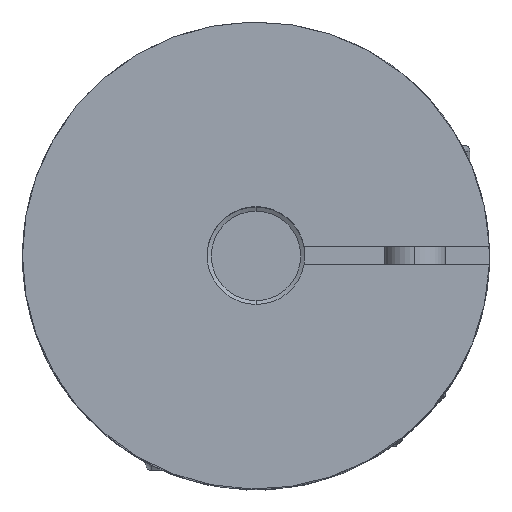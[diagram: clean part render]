
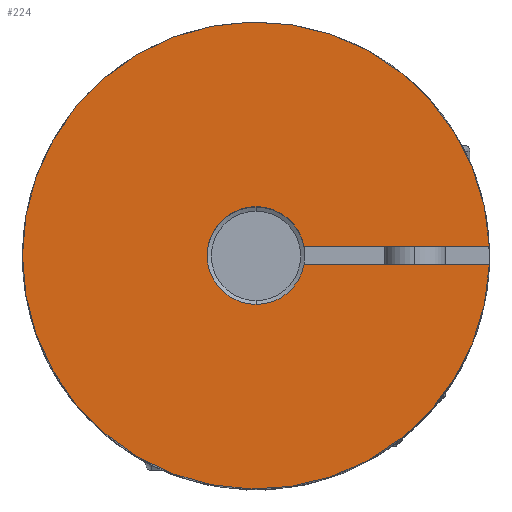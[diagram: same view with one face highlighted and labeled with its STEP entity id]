
A CAD part, top view. The second image highlights one B-rep face of the part: STEP entity #224.
In plain terms, the highlighted planar face has unit normal (0, 0, 1).
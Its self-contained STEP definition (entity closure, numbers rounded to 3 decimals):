
#224=ADVANCED_FACE('',(#475),#476,.T.);
#475=FACE_OUTER_BOUND('',#745,.T.);
#476=PLANE('',#746);
#745=EDGE_LOOP('',(#1203,#1204,#1205,#1206,#1207,#1208,#1209));
#746=AXIS2_PLACEMENT_3D('',#1210,#1211,#1212);
#1203=ORIENTED_EDGE('',*,*,#1993,.T.);
#1204=ORIENTED_EDGE('',*,*,#1945,.T.);
#1205=ORIENTED_EDGE('',*,*,#1998,.T.);
#1206=ORIENTED_EDGE('',*,*,#1942,.T.);
#1207=ORIENTED_EDGE('',*,*,#1997,.T.);
#1208=ORIENTED_EDGE('',*,*,#1903,.T.);
#1209=ORIENTED_EDGE('',*,*,#1999,.T.);
#1210=CARTESIAN_POINT('',(0.0,0.0,13.0));
#1211=DIRECTION('',(0.0,0.0,1.0));
#1212=DIRECTION('',(1.0,0.0,0.0));
#1903=EDGE_CURVE('',#2227,#2224,#2228,.T.);
#1942=EDGE_CURVE('',#2298,#2302,#2304,.T.);
#1945=EDGE_CURVE('',#2309,#2307,#2310,.T.);
#1993=EDGE_CURVE('',#2387,#2309,#2388,.T.);
#1997=EDGE_CURVE('',#2302,#2227,#2392,.T.);
#1998=EDGE_CURVE('',#2307,#2298,#2393,.T.);
#1999=EDGE_CURVE('',#2224,#2387,#2394,.T.);
#2224=VERTEX_POINT('',#2666);
#2227=VERTEX_POINT('',#2670);
#2228=CIRCLE('',#2671,9.55);
#2298=VERTEX_POINT('',#2853);
#2302=VERTEX_POINT('',#2858);
#2304=CIRCLE('',#2861,2.0);
#2307=VERTEX_POINT('',#2865);
#2309=VERTEX_POINT('',#2868);
#2310=CIRCLE('',#2869,2.0);
#2387=VERTEX_POINT('',#3023);
#2388=LINE('',#3024,#3025);
#2392=LINE('',#3031,#3032);
#2393=CIRCLE('',#3033,2.0);
#2394=CIRCLE('',#3034,9.55);
#2666=CARTESIAN_POINT('',(-9.55,0.,13.0));
#2670=CARTESIAN_POINT('',(9.543,0.375,13.0));
#2671=AXIS2_PLACEMENT_3D('',#3593,#3594,#3595);
#2853=CARTESIAN_POINT('',(0.,2.0,13.0));
#2858=CARTESIAN_POINT('',(1.965,0.375,13.0));
#2861=AXIS2_PLACEMENT_3D('',#3663,#3664,#3665);
#2865=CARTESIAN_POINT('',(0.,-2.0,13.0));
#2868=CARTESIAN_POINT('',(1.965,-0.375,13.0));
#2869=AXIS2_PLACEMENT_3D('',#3668,#3669,#3670);
#3023=CARTESIAN_POINT('',(9.543,-0.375,13.0));
#3024=CARTESIAN_POINT('',(4.775,-0.375,13.0));
#3025=VECTOR('',#3748,1.0);
#3031=CARTESIAN_POINT('',(4.775,0.375,13.0));
#3032=VECTOR('',#3754,1.0);
#3033=AXIS2_PLACEMENT_3D('',#3755,#3756,#3757);
#3034=AXIS2_PLACEMENT_3D('',#3758,#3759,#3760);
#3593=CARTESIAN_POINT('',(0.0,0.0,13.0));
#3594=DIRECTION('',(0.0,0.0,1.0));
#3595=DIRECTION('',(1.0,0.0,0.0));
#3663=CARTESIAN_POINT('',(0.,0.0,13.0));
#3664=DIRECTION('',(0.0,0.0,-1.0));
#3665=DIRECTION('',(0.0,1.0,0.0));
#3668=CARTESIAN_POINT('',(0.,0.0,13.0));
#3669=DIRECTION('',(0.0,0.0,-1.0));
#3670=DIRECTION('',(0.0,1.0,0.0));
#3748=DIRECTION('',(-1.0,0.0,0.0));
#3754=DIRECTION('',(1.0,0.0,0.0));
#3755=CARTESIAN_POINT('',(0.,0.0,13.0));
#3756=DIRECTION('',(0.0,0.0,-1.0));
#3757=DIRECTION('',(0.0,1.0,0.0));
#3758=CARTESIAN_POINT('',(0.0,0.0,13.0));
#3759=DIRECTION('',(0.0,0.0,1.0));
#3760=DIRECTION('',(1.0,0.0,0.0));
